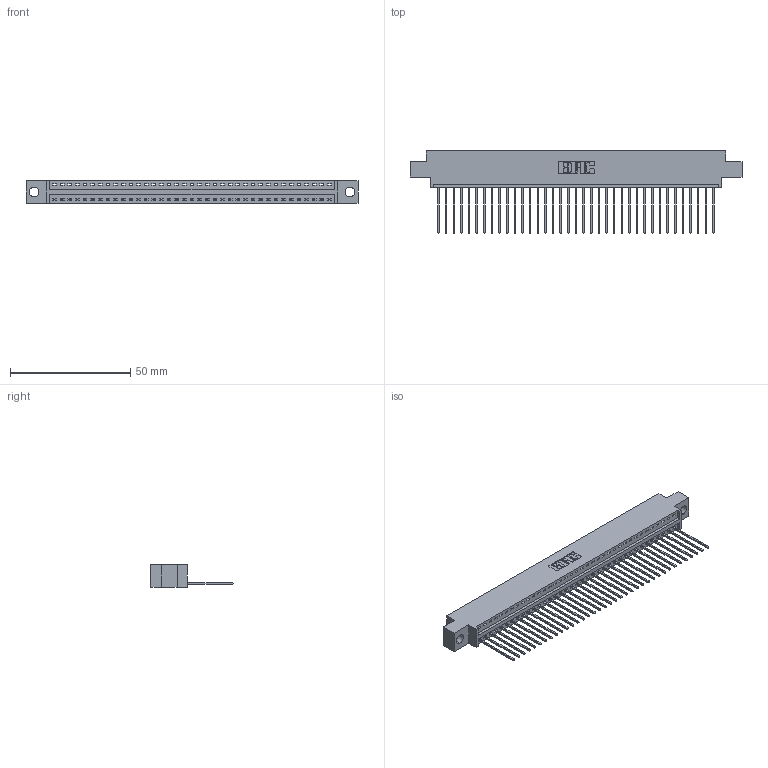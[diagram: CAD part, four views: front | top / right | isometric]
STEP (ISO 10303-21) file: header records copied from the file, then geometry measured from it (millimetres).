
FILE_DESCRIPTION (( 'STEP AP203' ), '1' );
FILE_NAME ('346-037-541-604.STEP', '2022-05-07T03:21:58', ( '' ), ( '' ), 'SwSTEP 2.0', 'SolidWorks 2020', '' );
FILE_SCHEMA (( 'CONFIG_CONTROL_DESIGN' ));
Length unit declared in the file: inch
Products named in the file (3): 346 Part_0.170 Offset - 0.156 Dia-TH; 345-292-001_345-293-141; 346-037-541-604
Assembly tree (38 placements, depth 2):
  346-037-541-604
    346 Part_0.170 Offset - 0.156 Dia-TH
    345-292-001_345-293-141  x37
Bounding box: 138.05 x 34.29 x 9.4 mm (x, y, z)
Volume: 13041.4 mm3; surface area: 16973.1 mm2
Topology: 38 solids, 38 shells, 2286 faces, 6889 edges, 4542 vertices
Faces by surface type: plane 1574, cylinder 712
Entity records: 24205 total; most frequent: CARTESIAN_POINT 4161, ORIENTED_EDGE 4130, DIRECTION 3675, EDGE_CURVE 2065, LINE 1785, VECTOR 1785, VERTEX_POINT 1374, AXIS2_PLACEMENT_3D 945
